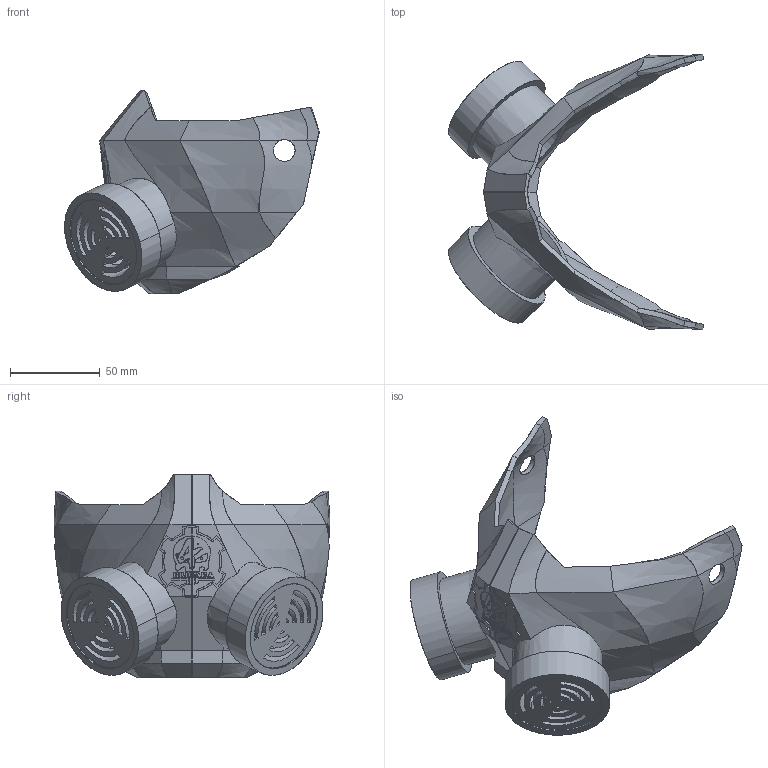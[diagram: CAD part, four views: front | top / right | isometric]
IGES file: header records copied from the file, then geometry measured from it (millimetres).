
Start section: SolidWorks IGES file using analytic representation for surfaces
Global section: file name: Mask Gas.IGS; native system: SolidWorks 2013; preprocessor: SolidWorks 2013; author: PC; date: 150126.172359; units: millimetre
Bounding box: 141.75 x 153.17 x 113 mm (x, y, z)
Surface area: 83311.7 mm2 (no closed solid volume)
Topology: 0 solids, 0 shells, 785 faces, 12864 edges, 12863 vertices
Faces by surface type: bspline 660, revolution 125
